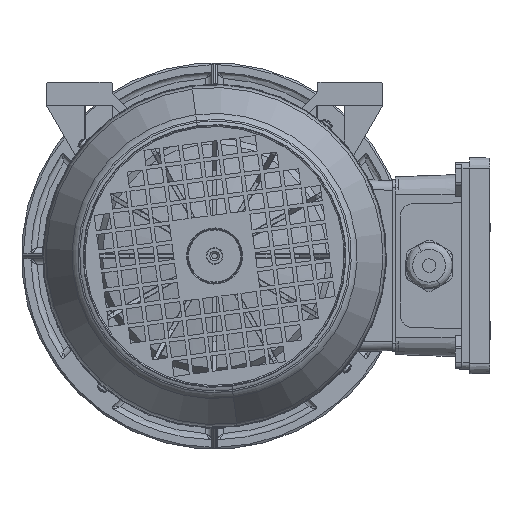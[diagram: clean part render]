
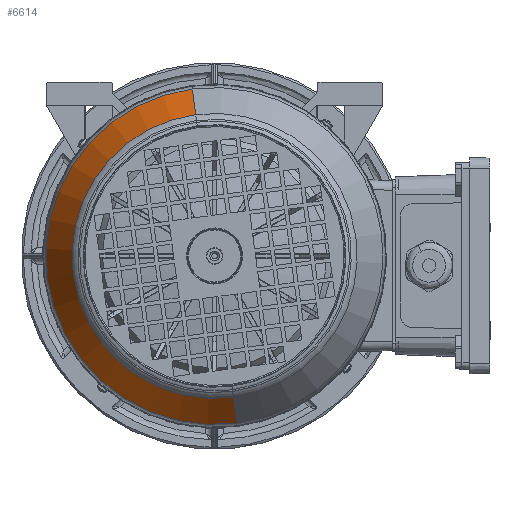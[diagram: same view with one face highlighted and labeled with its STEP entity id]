
A CAD part, left-side view. The second image highlights one B-rep face of the part: STEP entity #6614.
In plain terms, the highlighted conical face has half-angle 29.846 degrees and reference radius 71 mm.
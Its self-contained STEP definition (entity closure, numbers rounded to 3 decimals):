
#87 = ORIENTED_EDGE ( 'NONE', *, *, #75838, .F. ) ;
#1692 = CARTESIAN_POINT ( 'NONE',  ( 76., 0., -71. ) ) ;
#2343 = EDGE_LOOP ( 'NONE', ( #12884, #84507, #141069, #87 ) ) ;
#3879 = CARTESIAN_POINT ( 'NONE',  ( 76., 0., 71. ) ) ;
#6614 = ADVANCED_FACE ( 'NONE', ( #143454 ), #61998, .T. ) ;
#10111 = CARTESIAN_POINT ( 'NONE',  ( 76., 0., 0. ) ) ;
#10696 = VECTOR ( 'NONE', #138629, 1000. ) ;
#12884 = ORIENTED_EDGE ( 'NONE', *, *, #31312, .T. ) ;
#17852 = CIRCLE ( 'NONE', #109144, 87.174 ) ;
#23157 = VERTEX_POINT ( 'NONE', #122161 ) ;
#31312 = EDGE_CURVE ( 'NONE', #90597, #40435, #108746, .T. ) ;
#34638 = DIRECTION ( 'NONE',  ( 0., 0., -1. ) ) ;
#36818 = CARTESIAN_POINT ( 'NONE',  ( 47.812, 0., 0. ) ) ;
#40435 = VERTEX_POINT ( 'NONE', #62576 ) ;
#43072 = CARTESIAN_POINT ( 'NONE',  ( 71.158, 0., 73.778 ) ) ;
#54822 = DIRECTION ( 'NONE',  ( -1., 0., 0. ) ) ;
#55950 = EDGE_CURVE ( 'NONE', #23157, #115580, #17852, .T. ) ;
#61998 = CONICAL_SURFACE ( 'NONE', #143884, 71., 0.521 ) ;
#62576 = CARTESIAN_POINT ( 'NONE',  ( 71.158, 0., -73.778 ) ) ;
#65147 = DIRECTION ( 'NONE',  ( 0., 0., 1. ) ) ;
#75834 = VECTOR ( 'NONE', #82328, 1000. ) ;
#75838 = EDGE_CURVE ( 'NONE', #90597, #115580, #83084, .T. ) ;
#79806 = EDGE_CURVE ( 'NONE', #40435, #23157, #102821, .T. ) ;
#81539 = DIRECTION ( 'NONE',  ( 1., 0., 0. ) ) ;
#82328 = DIRECTION ( 'NONE',  ( -0.867, 0., 0.498 ) ) ;
#83084 = LINE ( 'NONE', #3879, #75834 ) ;
#84507 = ORIENTED_EDGE ( 'NONE', *, *, #79806, .T. ) ;
#90597 = VERTEX_POINT ( 'NONE', #43072 ) ;
#99361 = AXIS2_PLACEMENT_3D ( 'NONE', #102676, #134955, #34638 ) ;
#102676 = CARTESIAN_POINT ( 'NONE',  ( 71.158, 0., 0. ) ) ;
#102821 = LINE ( 'NONE', #1692, #10696 ) ;
#108746 = CIRCLE ( 'NONE', #99361, 73.778 ) ;
#109144 = AXIS2_PLACEMENT_3D ( 'NONE', #36818, #81539, #127581 ) ;
#115580 = VERTEX_POINT ( 'NONE', #126560 ) ;
#122161 = CARTESIAN_POINT ( 'NONE',  ( 47.812, 0., -87.174 ) ) ;
#126560 = CARTESIAN_POINT ( 'NONE',  ( 47.812, 0., 87.174 ) ) ;
#127581 = DIRECTION ( 'NONE',  ( 0., 0., -1. ) ) ;
#134955 = DIRECTION ( 'NONE',  ( -1., 0., 0. ) ) ;
#138629 = DIRECTION ( 'NONE',  ( -0.867, 0., -0.498 ) ) ;
#141069 = ORIENTED_EDGE ( 'NONE', *, *, #55950, .T. ) ;
#143454 = FACE_OUTER_BOUND ( 'NONE', #2343, .T. ) ;
#143884 = AXIS2_PLACEMENT_3D ( 'NONE', #10111, #54822, #65147 ) ;
